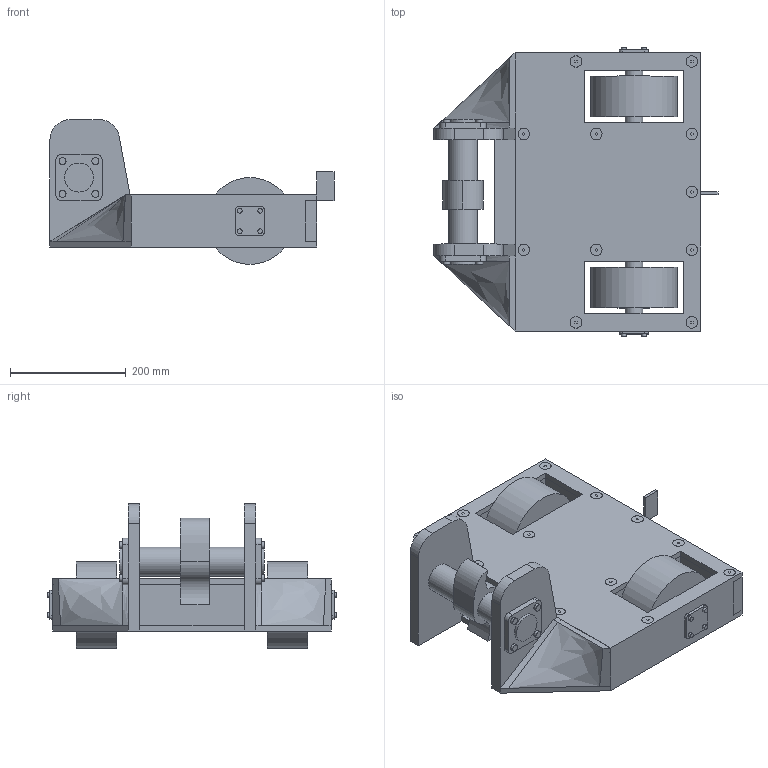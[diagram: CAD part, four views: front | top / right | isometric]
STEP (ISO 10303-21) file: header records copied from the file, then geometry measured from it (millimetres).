
FILE_DESCRIPTION(/* description */ (''),/* implementation_level */ '2;1');
FILE_NAME(/* name */ '',/* time_stamp */ '2026-02-17T12:13:51+03:00',/* author */ (''),/* organization */ (''),/* preprocessor_version */ 'ST-DEVELOPER v20.1',/* originating_system */ 'Autodesk Translation Framework v14.24.0.0',/* authorisation */ '');
FILE_SCHEMA (('AUTOMOTIVE_DESIGN { 1 0 10303 214 3 1 1 }'));
Length unit declared in the file: millimetre
Products named in the file (1): (Unsaved)
Bounding box: 490 x 500 x 250 mm (x, y, z)
Volume: 4096710 mm3; surface area: 1333029.2 mm2
Topology: 41 solids, 42 shells, 357 faces, 793 edges, 521 vertices
Faces by surface type: plane 252, cylinder 78, bspline 14, cone 13
Full cylindrical faces by diameter (mm): 6 x4, 8 x18, 12 x16, 30 x8, 50 x6, 56 x2, 150 x2
Entity records: 10628 total; most frequent: CARTESIAN_POINT 2413, DIRECTION 1641, ORIENTED_EDGE 1592, EDGE_CURVE 796, LINE 593, VECTOR 593, AXIS2_PLACEMENT_3D 524, VERTEX_POINT 521
